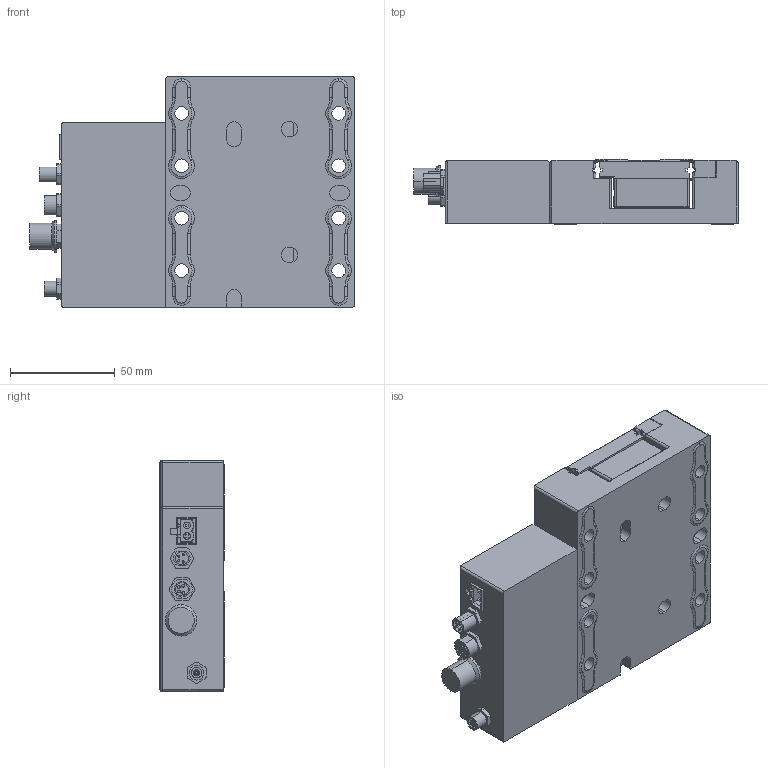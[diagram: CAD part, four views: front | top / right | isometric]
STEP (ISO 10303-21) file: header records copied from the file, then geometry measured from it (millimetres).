
FILE_DESCRIPTION (( 'STEP AP203' ), '1' );
FILE_NAME ('X-LDA025A-AE53D12.step', '2023-10-06T19:14:18', ( '' ), ( '' ), 'SwSTEP 2.0', 'SolidWorks 2019', '' );
FILE_SCHEMA (( 'CONFIG_CONTROL_DESIGN' ));
Length unit declared in the file: millimetre
Products named in the file (3): LDA_carriage^LDA_LDA025; LDA_base^LDA_X-LDA025; X-LDA025A-AE53D12
Assembly tree (2 placements, depth 2):
  X-LDA025A-AE53D12
    LDA_base^LDA_X-LDA025
    LDA_carriage^LDA_LDA025
Bounding box: 155 x 31 x 110 mm (x, y, z)
Volume: 372132.8 mm3; surface area: 99699.9 mm2
Topology: 18 solids, 18 shells, 665 faces, 1625 edges, 1063 vertices
Faces by surface type: plane 317, cylinder 260, torus 56, cone 32
Entity records: 20145 total; most frequent: CARTESIAN_POINT 3617, DIRECTION 3581, ORIENTED_EDGE 3250, EDGE_CURVE 1625, AXIS2_PLACEMENT_3D 1339, VERTEX_POINT 1063, LINE 903, VECTOR 903
